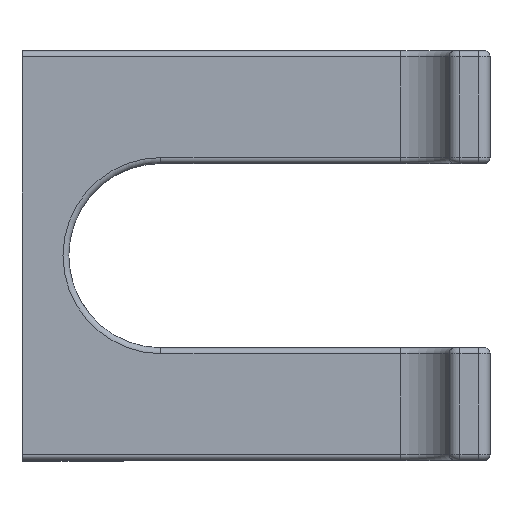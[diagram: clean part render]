
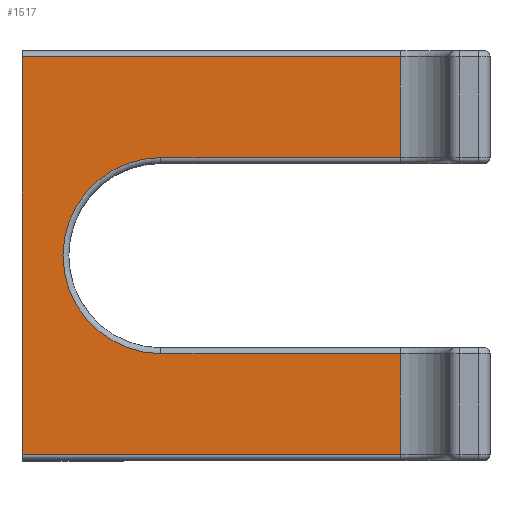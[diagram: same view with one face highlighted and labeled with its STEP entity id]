
A CAD part, top view. The second image highlights one B-rep face of the part: STEP entity #1517.
In plain terms, the highlighted planar face has unit normal (0, 0, 1).
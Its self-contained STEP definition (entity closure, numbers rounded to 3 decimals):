
#94 = PLANE('',#95);
#95 = AXIS2_PLACEMENT_3D('',#96,#97,#98);
#96 = CARTESIAN_POINT('',(0.,0.,-80.));
#97 = DIRECTION('',(-1.,0.,0.));
#98 = DIRECTION('',(0.,0.,1.));
#261 = VERTEX_POINT('',#262);
#262 = CARTESIAN_POINT('',(0.,-69.,0.));
#277 = CYLINDRICAL_SURFACE('',#278,1.);
#278 = AXIS2_PLACEMENT_3D('',#279,#280,#281);
#279 = CARTESIAN_POINT('',(0.,-69.,-1.));
#280 = DIRECTION('',(1.,0.,0.));
#281 = DIRECTION('',(0.,-1.,0.));
#289 = EDGE_CURVE('',#290,#261,#292,.T.);
#290 = VERTEX_POINT('',#291);
#291 = CARTESIAN_POINT('',(0.,-1.,0.));
#292 = SURFACE_CURVE('',#293,(#297,#304),.PCURVE_S1.);
#293 = LINE('',#294,#295);
#294 = CARTESIAN_POINT('',(0.,0.,0.));
#295 = VECTOR('',#296,1.);
#296 = DIRECTION('',(0.,-1.,0.));
#297 = PCURVE('',#94,#298);
#298 = DEFINITIONAL_REPRESENTATION('',(#299),#303);
#299 = LINE('',#300,#301);
#300 = CARTESIAN_POINT('',(80.,0.));
#301 = VECTOR('',#302,1.);
#302 = DIRECTION('',(0.,-1.));
#303 = ( GEOMETRIC_REPRESENTATION_CONTEXT(2) 
PARAMETRIC_REPRESENTATION_CONTEXT() REPRESENTATION_CONTEXT('2D SPACE',''
  ) );
#304 = PCURVE('',#305,#310);
#305 = PLANE('',#306);
#306 = AXIS2_PLACEMENT_3D('',#307,#308,#309);
#307 = CARTESIAN_POINT('',(0.,0.,0.));
#308 = DIRECTION('',(0.,0.,1.));
#309 = DIRECTION('',(1.,0.,0.));
#310 = DEFINITIONAL_REPRESENTATION('',(#311),#315);
#311 = LINE('',#312,#313);
#312 = CARTESIAN_POINT('',(0.,0.));
#313 = VECTOR('',#314,1.);
#314 = DIRECTION('',(0.,-1.));
#315 = ( GEOMETRIC_REPRESENTATION_CONTEXT(2) 
PARAMETRIC_REPRESENTATION_CONTEXT() REPRESENTATION_CONTEXT('2D SPACE',''
  ) );
#338 = CYLINDRICAL_SURFACE('',#339,1.);
#339 = AXIS2_PLACEMENT_3D('',#340,#341,#342);
#340 = CARTESIAN_POINT('',(0.,-1.,-1.));
#341 = DIRECTION('',(1.,0.,0.));
#342 = DIRECTION('',(0.,1.,0.));
#1422 = EDGE_CURVE('',#290,#1423,#1425,.T.);
#1423 = VERTEX_POINT('',#1424);
#1424 = CARTESIAN_POINT('',(64.682,-1.,0.));
#1425 = SURFACE_CURVE('',#1426,(#1430,#1437),.PCURVE_S1.);
#1426 = LINE('',#1427,#1428);
#1427 = CARTESIAN_POINT('',(0.,-1.,0.));
#1428 = VECTOR('',#1429,1.);
#1429 = DIRECTION('',(1.,0.,0.));
#1430 = PCURVE('',#338,#1431);
#1431 = DEFINITIONAL_REPRESENTATION('',(#1432),#1436);
#1432 = LINE('',#1433,#1434);
#1433 = CARTESIAN_POINT('',(1.571,0.));
#1434 = VECTOR('',#1435,1.);
#1435 = DIRECTION('',(0.,1.));
#1436 = ( GEOMETRIC_REPRESENTATION_CONTEXT(2) 
PARAMETRIC_REPRESENTATION_CONTEXT() REPRESENTATION_CONTEXT('2D SPACE',''
  ) );
#1437 = PCURVE('',#305,#1438);
#1438 = DEFINITIONAL_REPRESENTATION('',(#1439),#1443);
#1439 = LINE('',#1440,#1441);
#1440 = CARTESIAN_POINT('',(0.,-1.));
#1441 = VECTOR('',#1442,1.);
#1442 = DIRECTION('',(1.,0.));
#1443 = ( GEOMETRIC_REPRESENTATION_CONTEXT(2) 
PARAMETRIC_REPRESENTATION_CONTEXT() REPRESENTATION_CONTEXT('2D SPACE',''
  ) );
#1472 = EDGE_CURVE('',#261,#1473,#1475,.T.);
#1473 = VERTEX_POINT('',#1474);
#1474 = CARTESIAN_POINT('',(64.682,-69.,0.));
#1475 = SURFACE_CURVE('',#1476,(#1480,#1487),.PCURVE_S1.);
#1476 = LINE('',#1477,#1478);
#1477 = CARTESIAN_POINT('',(0.,-69.,0.));
#1478 = VECTOR('',#1479,1.);
#1479 = DIRECTION('',(1.,0.,0.));
#1480 = PCURVE('',#277,#1481);
#1481 = DEFINITIONAL_REPRESENTATION('',(#1482),#1486);
#1482 = LINE('',#1483,#1484);
#1483 = CARTESIAN_POINT('',(-1.571,0.));
#1484 = VECTOR('',#1485,1.);
#1485 = DIRECTION('',(-0.,1.));
#1486 = ( GEOMETRIC_REPRESENTATION_CONTEXT(2) 
PARAMETRIC_REPRESENTATION_CONTEXT() REPRESENTATION_CONTEXT('2D SPACE',''
  ) );
#1487 = PCURVE('',#305,#1488);
#1488 = DEFINITIONAL_REPRESENTATION('',(#1489),#1493);
#1489 = LINE('',#1490,#1491);
#1490 = CARTESIAN_POINT('',(0.,-69.));
#1491 = VECTOR('',#1492,1.);
#1492 = DIRECTION('',(1.,0.));
#1493 = ( GEOMETRIC_REPRESENTATION_CONTEXT(2) 
PARAMETRIC_REPRESENTATION_CONTEXT() REPRESENTATION_CONTEXT('2D SPACE',''
  ) );
#1517 = ADVANCED_FACE('',(#1518),#305,.T.);
#1518 = FACE_BOUND('',#1519,.T.);
#1519 = EDGE_LOOP('',(#1520,#1548,#1549,#1550,#1551,#1579,#1607,#1636));
#1520 = ORIENTED_EDGE('',*,*,#1521,.F.);
#1521 = EDGE_CURVE('',#1423,#1522,#1524,.T.);
#1522 = VERTEX_POINT('',#1523);
#1523 = CARTESIAN_POINT('',(64.682,-18.25,0.)
  );
#1524 = SURFACE_CURVE('',#1525,(#1529,#1536),.PCURVE_S1.);
#1525 = LINE('',#1526,#1527);
#1526 = CARTESIAN_POINT('',(64.682,0.,
    0.));
#1527 = VECTOR('',#1528,1.);
#1528 = DIRECTION('',(0.,-1.,0.));
#1529 = PCURVE('',#305,#1530);
#1530 = DEFINITIONAL_REPRESENTATION('',(#1531),#1535);
#1531 = LINE('',#1532,#1533);
#1532 = CARTESIAN_POINT('',(64.682,0.));
#1533 = VECTOR('',#1534,1.);
#1534 = DIRECTION('',(0.,-1.));
#1535 = ( GEOMETRIC_REPRESENTATION_CONTEXT(2) 
PARAMETRIC_REPRESENTATION_CONTEXT() REPRESENTATION_CONTEXT('2D SPACE',''
  ) );
#1536 = PCURVE('',#1537,#1542);
#1537 = CYLINDRICAL_SURFACE('',#1538,8.91);
#1538 = AXIS2_PLACEMENT_3D('',#1539,#1540,#1541);
#1539 = CARTESIAN_POINT('',(64.682,0.,
    8.91));
#1540 = DIRECTION('',(0.,1.,0.));
#1541 = DIRECTION('',(1.,0.,0.));
#1542 = DEFINITIONAL_REPRESENTATION('',(#1543),#1547);
#1543 = LINE('',#1544,#1545);
#1544 = CARTESIAN_POINT('',(-4.712,0.));
#1545 = VECTOR('',#1546,1.);
#1546 = DIRECTION('',(-0.,-1.));
#1547 = ( GEOMETRIC_REPRESENTATION_CONTEXT(2) 
PARAMETRIC_REPRESENTATION_CONTEXT() REPRESENTATION_CONTEXT('2D SPACE',''
  ) );
#1548 = ORIENTED_EDGE('',*,*,#1422,.F.);
#1549 = ORIENTED_EDGE('',*,*,#289,.T.);
#1550 = ORIENTED_EDGE('',*,*,#1472,.T.);
#1551 = ORIENTED_EDGE('',*,*,#1552,.F.);
#1552 = EDGE_CURVE('',#1553,#1473,#1555,.T.);
#1553 = VERTEX_POINT('',#1554);
#1554 = CARTESIAN_POINT('',(64.682,-51.75,0.));
#1555 = SURFACE_CURVE('',#1556,(#1560,#1567),.PCURVE_S1.);
#1556 = LINE('',#1557,#1558);
#1557 = CARTESIAN_POINT('',(64.682,0.,
    0.));
#1558 = VECTOR('',#1559,1.);
#1559 = DIRECTION('',(0.,-1.,0.));
#1560 = PCURVE('',#305,#1561);
#1561 = DEFINITIONAL_REPRESENTATION('',(#1562),#1566);
#1562 = LINE('',#1563,#1564);
#1563 = CARTESIAN_POINT('',(64.682,0.));
#1564 = VECTOR('',#1565,1.);
#1565 = DIRECTION('',(0.,-1.));
#1566 = ( GEOMETRIC_REPRESENTATION_CONTEXT(2) 
PARAMETRIC_REPRESENTATION_CONTEXT() REPRESENTATION_CONTEXT('2D SPACE',''
  ) );
#1567 = PCURVE('',#1568,#1573);
#1568 = CYLINDRICAL_SURFACE('',#1569,8.91);
#1569 = AXIS2_PLACEMENT_3D('',#1570,#1571,#1572);
#1570 = CARTESIAN_POINT('',(64.682,0.,
    8.91));
#1571 = DIRECTION('',(0.,1.,0.));
#1572 = DIRECTION('',(1.,0.,0.));
#1573 = DEFINITIONAL_REPRESENTATION('',(#1574),#1578);
#1574 = LINE('',#1575,#1576);
#1575 = CARTESIAN_POINT('',(-4.712,0.));
#1576 = VECTOR('',#1577,1.);
#1577 = DIRECTION('',(-0.,-1.));
#1578 = ( GEOMETRIC_REPRESENTATION_CONTEXT(2) 
PARAMETRIC_REPRESENTATION_CONTEXT() REPRESENTATION_CONTEXT('2D SPACE',''
  ) );
#1579 = ORIENTED_EDGE('',*,*,#1580,.F.);
#1580 = EDGE_CURVE('',#1581,#1553,#1583,.T.);
#1581 = VERTEX_POINT('',#1582);
#1582 = CARTESIAN_POINT('',(23.75,-51.75,0.));
#1583 = SURFACE_CURVE('',#1584,(#1588,#1595),.PCURVE_S1.);
#1584 = LINE('',#1585,#1586);
#1585 = CARTESIAN_POINT('',(23.75,-51.75,0.));
#1586 = VECTOR('',#1587,1.);
#1587 = DIRECTION('',(1.,0.,0.));
#1588 = PCURVE('',#305,#1589);
#1589 = DEFINITIONAL_REPRESENTATION('',(#1590),#1594);
#1590 = LINE('',#1591,#1592);
#1591 = CARTESIAN_POINT('',(23.75,-51.75));
#1592 = VECTOR('',#1593,1.);
#1593 = DIRECTION('',(1.,0.));
#1594 = ( GEOMETRIC_REPRESENTATION_CONTEXT(2) 
PARAMETRIC_REPRESENTATION_CONTEXT() REPRESENTATION_CONTEXT('2D SPACE',''
  ) );
#1595 = PCURVE('',#1596,#1601);
#1596 = CYLINDRICAL_SURFACE('',#1597,1.);
#1597 = AXIS2_PLACEMENT_3D('',#1598,#1599,#1600);
#1598 = CARTESIAN_POINT('',(23.75,-51.75,-1.));
#1599 = DIRECTION('',(1.,0.,0.));
#1600 = DIRECTION('',(0.,0.,1.));
#1601 = DEFINITIONAL_REPRESENTATION('',(#1602),#1606);
#1602 = LINE('',#1603,#1604);
#1603 = CARTESIAN_POINT('',(-0.,0.));
#1604 = VECTOR('',#1605,1.);
#1605 = DIRECTION('',(-0.,1.));
#1606 = ( GEOMETRIC_REPRESENTATION_CONTEXT(2) 
PARAMETRIC_REPRESENTATION_CONTEXT() REPRESENTATION_CONTEXT('2D SPACE',''
  ) );
#1607 = ORIENTED_EDGE('',*,*,#1608,.F.);
#1608 = EDGE_CURVE('',#1609,#1581,#1611,.T.);
#1609 = VERTEX_POINT('',#1610);
#1610 = CARTESIAN_POINT('',(23.75,-18.25,0.));
#1611 = SURFACE_CURVE('',#1612,(#1617,#1624),.PCURVE_S1.);
#1612 = CIRCLE('',#1613,16.75);
#1613 = AXIS2_PLACEMENT_3D('',#1614,#1615,#1616);
#1614 = CARTESIAN_POINT('',(23.75,-35.,0.));
#1615 = DIRECTION('',(0.,0.,1.));
#1616 = DIRECTION('',(0.,1.,0.));
#1617 = PCURVE('',#305,#1618);
#1618 = DEFINITIONAL_REPRESENTATION('',(#1619),#1623);
#1619 = CIRCLE('',#1620,16.75);
#1620 = AXIS2_PLACEMENT_2D('',#1621,#1622);
#1621 = CARTESIAN_POINT('',(23.75,-35.));
#1622 = DIRECTION('',(0.,1.));
#1623 = ( GEOMETRIC_REPRESENTATION_CONTEXT(2) 
PARAMETRIC_REPRESENTATION_CONTEXT() REPRESENTATION_CONTEXT('2D SPACE',''
  ) );
#1624 = PCURVE('',#1625,#1630);
#1625 = TOROIDAL_SURFACE('',#1626,16.75,1.);
#1626 = AXIS2_PLACEMENT_3D('',#1627,#1628,#1629);
#1627 = CARTESIAN_POINT('',(23.75,-35.,-1.));
#1628 = DIRECTION('',(0.,0.,1.));
#1629 = DIRECTION('',(0.,1.,0.));
#1630 = DEFINITIONAL_REPRESENTATION('',(#1631),#1635);
#1631 = LINE('',#1632,#1633);
#1632 = CARTESIAN_POINT('',(0.,1.571));
#1633 = VECTOR('',#1634,1.);
#1634 = DIRECTION('',(1.,0.));
#1635 = ( GEOMETRIC_REPRESENTATION_CONTEXT(2) 
PARAMETRIC_REPRESENTATION_CONTEXT() REPRESENTATION_CONTEXT('2D SPACE',''
  ) );
#1636 = ORIENTED_EDGE('',*,*,#1637,.F.);
#1637 = EDGE_CURVE('',#1522,#1609,#1638,.T.);
#1638 = SURFACE_CURVE('',#1639,(#1643,#1650),.PCURVE_S1.);
#1639 = LINE('',#1640,#1641);
#1640 = CARTESIAN_POINT('',(64.682,-18.25,0.)
  );
#1641 = VECTOR('',#1642,1.);
#1642 = DIRECTION('',(-1.,0.,0.));
#1643 = PCURVE('',#305,#1644);
#1644 = DEFINITIONAL_REPRESENTATION('',(#1645),#1649);
#1645 = LINE('',#1646,#1647);
#1646 = CARTESIAN_POINT('',(64.682,-18.25));
#1647 = VECTOR('',#1648,1.);
#1648 = DIRECTION('',(-1.,0.));
#1649 = ( GEOMETRIC_REPRESENTATION_CONTEXT(2) 
PARAMETRIC_REPRESENTATION_CONTEXT() REPRESENTATION_CONTEXT('2D SPACE',''
  ) );
#1650 = PCURVE('',#1651,#1656);
#1651 = CYLINDRICAL_SURFACE('',#1652,1.);
#1652 = AXIS2_PLACEMENT_3D('',#1653,#1654,#1655);
#1653 = CARTESIAN_POINT('',(64.682,-18.25,-1.));
#1654 = DIRECTION('',(-1.,0.,0.));
#1655 = DIRECTION('',(0.,0.,1.));
#1656 = DEFINITIONAL_REPRESENTATION('',(#1657),#1661);
#1657 = LINE('',#1658,#1659);
#1658 = CARTESIAN_POINT('',(-0.,0.));
#1659 = VECTOR('',#1660,1.);
#1660 = DIRECTION('',(-0.,1.));
#1661 = ( GEOMETRIC_REPRESENTATION_CONTEXT(2) 
PARAMETRIC_REPRESENTATION_CONTEXT() REPRESENTATION_CONTEXT('2D SPACE',''
  ) );
